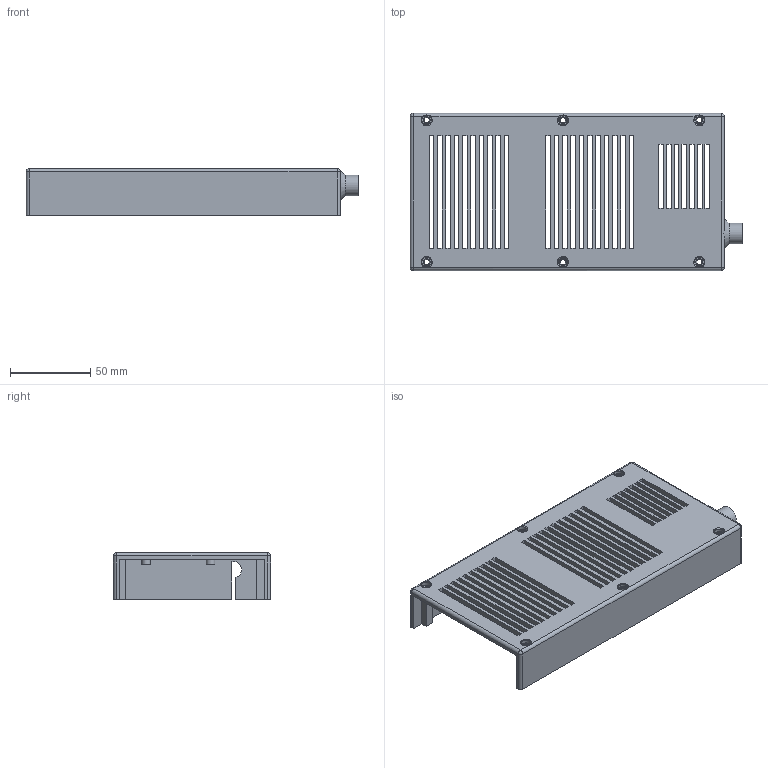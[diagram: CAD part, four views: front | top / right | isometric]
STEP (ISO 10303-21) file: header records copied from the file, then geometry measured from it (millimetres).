
FILE_DESCRIPTION(/* description */ (''),/* implementation_level */ '2;1');
FILE_NAME(/* name */ 'RamboBox-Mosfet-1x-2.0.step',/* time_stamp */ '2018-03-03T20:59:03+01:00',/* author */ ('wolfgang.schadow'),/* organization */ (''),/* preprocessor_version */ 'ST-DEVELOPER v16.13',/* originating_system */ 'Autodesk Translation Framework v6.5.0.72',/* authorisation */ '');
FILE_SCHEMA (('AUTOMOTIVE_DESIGN { 1 0 10303 214 3 1 1 }'));
Length unit declared in the file: millimetre
Products named in the file (1): RamboBox-Mosfet-1x-2.0 v1
Bounding box: 207 x 98 x 29 mm (x, y, z)
Volume: 97523.9 mm3; surface area: 72857.9 mm2
Topology: 1 solids, 1 shells, 229 faces, 648 edges, 425 vertices
Faces by surface type: plane 179, cylinder 30, cone 16, bspline 2, sphere 2
Full cylindrical faces by diameter (mm): 2.8 x4, 3.3 x6, 5.4 x4, 6 x4
Entity records: 31903 total; most frequent: CARTESIAN_POINT 6874, ORIENTED_EDGE 5322, DIRECTION 4696, EDGE_CURVE 2663, LINE 2212, VECTOR 2212, VERTEX_POINT 1746, AXIS2_PLACEMENT_3D 1242
